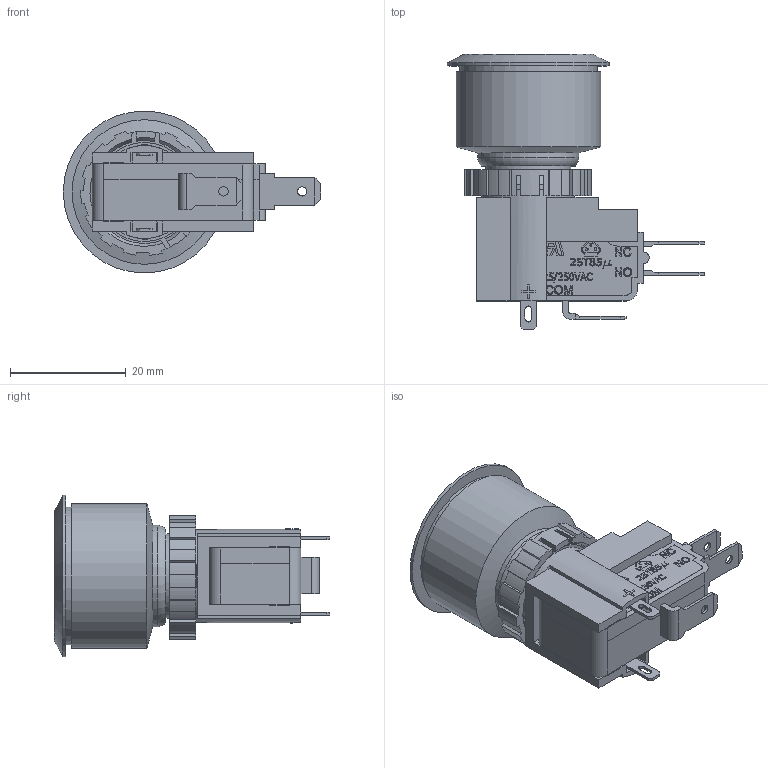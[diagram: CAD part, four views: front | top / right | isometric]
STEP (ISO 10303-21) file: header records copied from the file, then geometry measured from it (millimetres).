
FILE_DESCRIPTION(/* description */ (''),/* implementation_level */ '2;1');
FILE_NAME(/* name */ 'SAV8F1xxx3xx.stp',/* time_stamp */ '2022-12-08T08:33:43-06:00',/* author */ ('mwilliams'),/* organization */ (''),/* preprocessor_version */ 'ST-DEVELOPER v18',/* originating_system */ 'Autodesk Inventor 2020',/* authorisation */ '');
FILE_SCHEMA (('AUTOMOTIVE_DESIGN { 1 0 10303 214 3 1 1 }'));
Length unit declared in the file: millimetre
Products named in the file (1): SAV8F1xxx3xx
Bounding box: 44.5 x 47.6 x 28 mm (x, y, z)
Volume: 15840.6 mm3; surface area: 8913 mm2
Topology: 1 solids, 4 shells, 1064 faces, 2970 edges, 1953 vertices
Faces by surface type: plane 730, bspline 204, cylinder 120, cone 8, torus 2
Full cylindrical faces by diameter (mm): 1.6 x3, 3.1 x1, 14.7 x1, 15.5 x1, 17.5 x1, 23.8 x1, 25 x1, 28 x1
Entity records: 36771 total; most frequent: CARTESIAN_POINT 10401, ORIENTED_EDGE 5944, DIRECTION 4641, EDGE_CURVE 2972, LINE 2193, VECTOR 2193, VERTEX_POINT 1953, AXIS2_PLACEMENT_3D 1224
